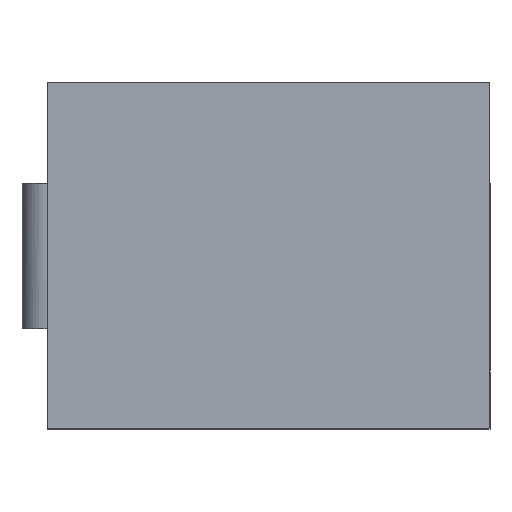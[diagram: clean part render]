
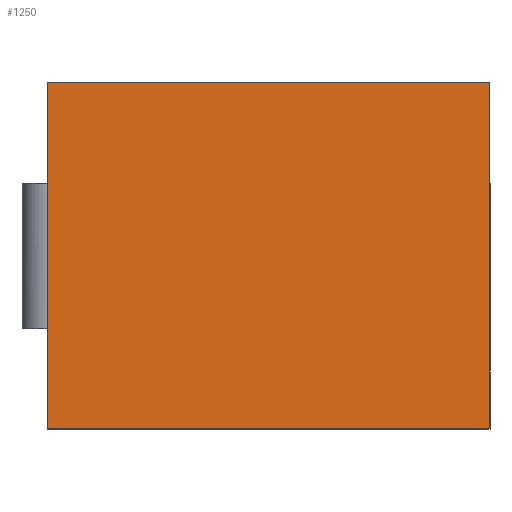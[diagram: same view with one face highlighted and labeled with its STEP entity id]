
A CAD part, top view. The second image highlights one B-rep face of the part: STEP entity #1250.
In plain terms, the highlighted free-form (B-spline) face has degree [1, 1] with [2, 2] control points.
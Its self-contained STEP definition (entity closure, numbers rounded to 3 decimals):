
#367 = B_SPLINE_SURFACE_WITH_KNOTS('',1,1,(
    (#368,#369)
    ,(#370,#371
    )),.UNSPECIFIED.,.F.,.F.,.F.,(2,2),(2,2),(-1.448,
    1.29),(-0.762,0.25),
  .PIECEWISE_BEZIER_KNOTS.);
#368 = CARTESIAN_POINT('',(3.677,2.72,0.43)
  );
#369 = CARTESIAN_POINT('',(3.677,2.72,3.)
  );
#370 = CARTESIAN_POINT('',(-3.277,2.72,0.43
    ));
#371 = CARTESIAN_POINT('',(-3.277,2.72,3.
    ));
#417 = B_SPLINE_SURFACE_WITH_KNOTS('',1,1,(
    (#418,#419)
    ,(#420,#421
    )),.UNSPECIFIED.,.F.,.F.,.F.,(2,2),(2,2),(-1.448,
    1.29),(-0.762,0.25),
  .PIECEWISE_BEZIER_KNOTS.);
#418 = CARTESIAN_POINT('',(3.677,-2.72,0.43
    ));
#419 = CARTESIAN_POINT('',(3.677,-2.72,3.
    ));
#420 = CARTESIAN_POINT('',(-3.277,-2.72,
    0.43));
#421 = CARTESIAN_POINT('',(-3.277,-2.72,
    3.));
#440 = B_SPLINE_SURFACE_WITH_KNOTS('',1,1,(
    (#441,#442)
    ,(#443,#444
    )),.UNSPECIFIED.,.F.,.F.,.F.,(2,2),(2,2),(0.,
    0.25),(0.,2.142),
  .PIECEWISE_BEZIER_KNOTS.);
#441 = CARTESIAN_POINT('',(-3.277,2.72,2.365
    ));
#442 = CARTESIAN_POINT('',(-3.277,-2.72,
    2.365));
#443 = CARTESIAN_POINT('',(-3.277,2.72,3.
    ));
#444 = CARTESIAN_POINT('',(-3.277,-2.72,
    3.));
#517 = VERTEX_POINT('',#518);
#518 = CARTESIAN_POINT('',(-3.277,2.72,3.
    ));
#536 = EDGE_CURVE('',#517,#537,#539,.T.);
#537 = VERTEX_POINT('',#538);
#538 = CARTESIAN_POINT('',(3.677,2.72,3.)
  );
#539 = SURFACE_CURVE('',#540,(#543,#549),.PCURVE_S1.);
#540 = B_SPLINE_CURVE_WITH_KNOTS('',1,(#541,#542),.UNSPECIFIED.,.F.,.F.,
  (2,2),(0.,2.738),.PIECEWISE_BEZIER_KNOTS.);
#541 = CARTESIAN_POINT('',(-3.277,2.72,3.
    ));
#542 = CARTESIAN_POINT('',(3.677,2.72,3.)
  );
#543 = PCURVE('',#367,#544);
#544 = DEFINITIONAL_REPRESENTATION('',(#545),#548);
#545 = B_SPLINE_CURVE_WITH_KNOTS('',1,(#546,#547),.UNSPECIFIED.,.F.,.F.,
  (2,2),(0.,2.738),.PIECEWISE_BEZIER_KNOTS.);
#546 = CARTESIAN_POINT('',(1.29,0.25));
#547 = CARTESIAN_POINT('',(-1.448,0.25));
#548 = ( GEOMETRIC_REPRESENTATION_CONTEXT(2) 
PARAMETRIC_REPRESENTATION_CONTEXT() REPRESENTATION_CONTEXT('2D SPACE',''
  ) );
#549 = PCURVE('',#550,#555);
#550 = B_SPLINE_SURFACE_WITH_KNOTS('',1,1,(
    (#551,#552)
    ,(#553,#554
    )),.UNSPECIFIED.,.F.,.F.,.F.,(2,2),(2,2),(0.,
    2.738),(0.,2.142),
  .PIECEWISE_BEZIER_KNOTS.);
#551 = CARTESIAN_POINT('',(-3.277,2.72,3.
    ));
#552 = CARTESIAN_POINT('',(-3.277,-2.72,
    3.));
#553 = CARTESIAN_POINT('',(3.677,2.72,3.)
  );
#554 = CARTESIAN_POINT('',(3.677,-2.72,3.
    ));
#555 = DEFINITIONAL_REPRESENTATION('',(#556),#559);
#556 = B_SPLINE_CURVE_WITH_KNOTS('',1,(#557,#558),.UNSPECIFIED.,.F.,.F.,
  (2,2),(0.,2.738),.PIECEWISE_BEZIER_KNOTS.);
#557 = CARTESIAN_POINT('',(0.,0.));
#558 = CARTESIAN_POINT('',(2.738,0.));
#559 = ( GEOMETRIC_REPRESENTATION_CONTEXT(2) 
PARAMETRIC_REPRESENTATION_CONTEXT() REPRESENTATION_CONTEXT('2D SPACE',''
  ) );
#575 = B_SPLINE_SURFACE_WITH_KNOTS('',1,1,(
    (#576,#577)
    ,(#578,#579
    )),.UNSPECIFIED.,.F.,.F.,.F.,(2,2),(2,2),(0.,
    1.181),(0.,2.142),.PIECEWISE_BEZIER_KNOTS.);
#576 = CARTESIAN_POINT('',(3.677,2.72,3.)
  );
#577 = CARTESIAN_POINT('',(3.677,-2.72,3.
    ));
#578 = CARTESIAN_POINT('',(3.677,2.72,
    0.));
#579 = CARTESIAN_POINT('',(3.677,-2.72,
    0.));
#635 = VERTEX_POINT('',#636);
#636 = CARTESIAN_POINT('',(-3.277,-2.72,
    3.));
#654 = EDGE_CURVE('',#517,#635,#655,.T.);
#655 = SURFACE_CURVE('',#656,(#659,#665),.PCURVE_S1.);
#656 = B_SPLINE_CURVE_WITH_KNOTS('',1,(#657,#658),.UNSPECIFIED.,.F.,.F.,
  (2,2),(0.,2.142),.PIECEWISE_BEZIER_KNOTS.);
#657 = CARTESIAN_POINT('',(-3.277,2.72,3.
    ));
#658 = CARTESIAN_POINT('',(-3.277,-2.72,
    3.));
#659 = PCURVE('',#440,#660);
#660 = DEFINITIONAL_REPRESENTATION('',(#661),#664);
#661 = B_SPLINE_CURVE_WITH_KNOTS('',1,(#662,#663),.UNSPECIFIED.,.F.,.F.,
  (2,2),(0.,2.142),.PIECEWISE_BEZIER_KNOTS.);
#662 = CARTESIAN_POINT('',(0.25,0.));
#663 = CARTESIAN_POINT('',(0.25,2.142));
#664 = ( GEOMETRIC_REPRESENTATION_CONTEXT(2) 
PARAMETRIC_REPRESENTATION_CONTEXT() REPRESENTATION_CONTEXT('2D SPACE',''
  ) );
#665 = PCURVE('',#550,#666);
#666 = DEFINITIONAL_REPRESENTATION('',(#667),#670);
#667 = B_SPLINE_CURVE_WITH_KNOTS('',1,(#668,#669),.UNSPECIFIED.,.F.,.F.,
  (2,2),(0.,2.142),.PIECEWISE_BEZIER_KNOTS.);
#668 = CARTESIAN_POINT('',(0.,0.));
#669 = CARTESIAN_POINT('',(0.,2.142));
#670 = ( GEOMETRIC_REPRESENTATION_CONTEXT(2) 
PARAMETRIC_REPRESENTATION_CONTEXT() REPRESENTATION_CONTEXT('2D SPACE',''
  ) );
#722 = VERTEX_POINT('',#723);
#723 = CARTESIAN_POINT('',(3.677,-2.72,3.
    ));
#741 = EDGE_CURVE('',#635,#722,#742,.T.);
#742 = SURFACE_CURVE('',#743,(#746,#752),.PCURVE_S1.);
#743 = B_SPLINE_CURVE_WITH_KNOTS('',1,(#744,#745),.UNSPECIFIED.,.F.,.F.,
  (2,2),(0.,2.738),.PIECEWISE_BEZIER_KNOTS.);
#744 = CARTESIAN_POINT('',(-3.277,-2.72,
    3.));
#745 = CARTESIAN_POINT('',(3.677,-2.72,3.
    ));
#746 = PCURVE('',#417,#747);
#747 = DEFINITIONAL_REPRESENTATION('',(#748),#751);
#748 = B_SPLINE_CURVE_WITH_KNOTS('',1,(#749,#750),.UNSPECIFIED.,.F.,.F.,
  (2,2),(0.,2.738),.PIECEWISE_BEZIER_KNOTS.);
#749 = CARTESIAN_POINT('',(1.29,0.25));
#750 = CARTESIAN_POINT('',(-1.448,0.25));
#751 = ( GEOMETRIC_REPRESENTATION_CONTEXT(2) 
PARAMETRIC_REPRESENTATION_CONTEXT() REPRESENTATION_CONTEXT('2D SPACE',''
  ) );
#752 = PCURVE('',#550,#753);
#753 = DEFINITIONAL_REPRESENTATION('',(#754),#757);
#754 = B_SPLINE_CURVE_WITH_KNOTS('',1,(#755,#756),.UNSPECIFIED.,.F.,.F.,
  (2,2),(0.,2.738),.PIECEWISE_BEZIER_KNOTS.);
#755 = CARTESIAN_POINT('',(0.,2.142));
#756 = CARTESIAN_POINT('',(2.738,2.142));
#757 = ( GEOMETRIC_REPRESENTATION_CONTEXT(2) 
PARAMETRIC_REPRESENTATION_CONTEXT() REPRESENTATION_CONTEXT('2D SPACE',''
  ) );
#1193 = EDGE_CURVE('',#537,#722,#1194,.T.);
#1194 = SURFACE_CURVE('',#1195,(#1198,#1204),.PCURVE_S1.);
#1195 = B_SPLINE_CURVE_WITH_KNOTS('',1,(#1196,#1197),.UNSPECIFIED.,.F.,
  .F.,(2,2),(0.,2.142),.PIECEWISE_BEZIER_KNOTS.);
#1196 = CARTESIAN_POINT('',(3.677,2.72,3.
    ));
#1197 = CARTESIAN_POINT('',(3.677,-2.72,
    3.));
#1198 = PCURVE('',#575,#1199);
#1199 = DEFINITIONAL_REPRESENTATION('',(#1200),#1203);
#1200 = B_SPLINE_CURVE_WITH_KNOTS('',1,(#1201,#1202),.UNSPECIFIED.,.F.,
  .F.,(2,2),(0.,2.142),.PIECEWISE_BEZIER_KNOTS.);
#1201 = CARTESIAN_POINT('',(0.,0.));
#1202 = CARTESIAN_POINT('',(0.,2.142));
#1203 = ( GEOMETRIC_REPRESENTATION_CONTEXT(2) 
PARAMETRIC_REPRESENTATION_CONTEXT() REPRESENTATION_CONTEXT('2D SPACE',''
  ) );
#1204 = PCURVE('',#550,#1205);
#1205 = DEFINITIONAL_REPRESENTATION('',(#1206),#1209);
#1206 = B_SPLINE_CURVE_WITH_KNOTS('',1,(#1207,#1208),.UNSPECIFIED.,.F.,
  .F.,(2,2),(0.,2.142),.PIECEWISE_BEZIER_KNOTS.);
#1207 = CARTESIAN_POINT('',(2.738,0.));
#1208 = CARTESIAN_POINT('',(2.738,2.142));
#1209 = ( GEOMETRIC_REPRESENTATION_CONTEXT(2) 
PARAMETRIC_REPRESENTATION_CONTEXT() REPRESENTATION_CONTEXT('2D SPACE',''
  ) );
#1250 = ADVANCED_FACE('',(#1251),#550,.F.);
#1251 = FACE_BOUND('',#1252,.T.);
#1252 = EDGE_LOOP('',(#1253,#1254,#1255,#1256));
#1253 = ORIENTED_EDGE('',*,*,#536,.F.);
#1254 = ORIENTED_EDGE('',*,*,#654,.T.);
#1255 = ORIENTED_EDGE('',*,*,#741,.T.);
#1256 = ORIENTED_EDGE('',*,*,#1193,.F.);
